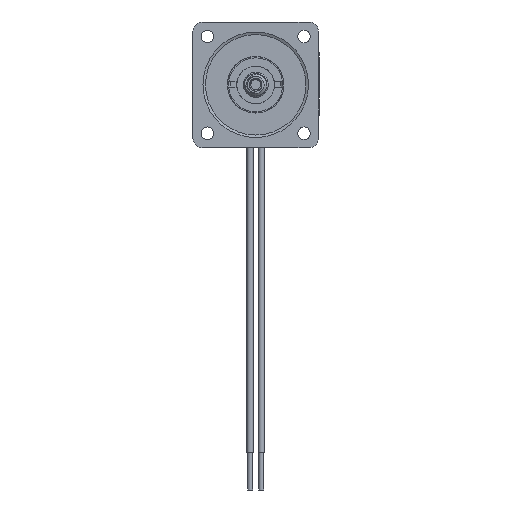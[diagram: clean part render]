
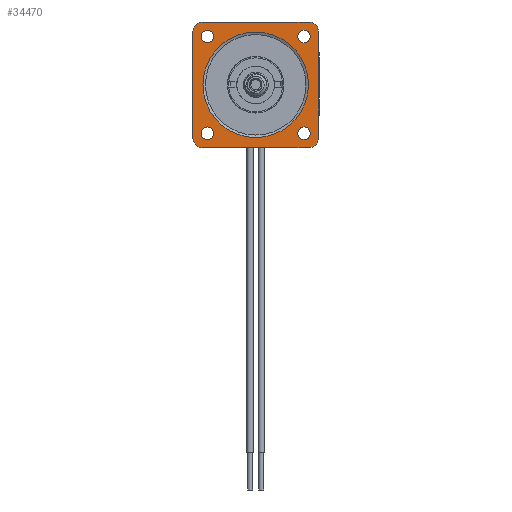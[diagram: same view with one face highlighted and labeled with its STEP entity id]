
A CAD part, front view. The second image highlights one B-rep face of the part: STEP entity #34470.
In plain terms, the highlighted planar face has unit normal (0, -1, 0).
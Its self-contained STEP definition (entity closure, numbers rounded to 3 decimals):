
#476=LINE('',#50245,#3938);
#477=LINE('',#50249,#3939);
#478=LINE('',#50253,#3940);
#479=LINE('',#50257,#3941);
#3938=VECTOR('',#39897,17.);
#3939=VECTOR('',#39900,17.);
#3940=VECTOR('',#39903,17.);
#3941=VECTOR('',#39906,17.);
#7400=PLANE('',#36400);
#9369=FACE_BOUND('',#11441,.T.);
#9370=FACE_BOUND('',#11442,.T.);
#9371=FACE_BOUND('',#11443,.T.);
#9372=FACE_BOUND('',#11444,.T.);
#9373=FACE_BOUND('',#11445,.T.);
#9547=FACE_OUTER_BOUND('',#11440,.T.);
#11440=EDGE_LOOP('',(#23915,#23916,#23917,#23918,#23919,#23920,#23921,#23922));
#11441=EDGE_LOOP('',(#23923));
#11442=EDGE_LOOP('',(#23924));
#11443=EDGE_LOOP('',(#23925));
#11444=EDGE_LOOP('',(#23926));
#11445=EDGE_LOOP('',(#23927));
#13469=CIRCLE('',#36367,1.);
#13471=CIRCLE('',#36370,1.);
#13473=CIRCLE('',#36373,1.);
#13475=CIRCLE('',#36376,1.);
#13477=CIRCLE('',#36379,8.4);
#13490=CIRCLE('',#36401,1.5);
#13491=CIRCLE('',#36402,1.5);
#13492=CIRCLE('',#36403,1.5);
#13493=CIRCLE('',#36404,1.5);
#15050=VERTEX_POINT('',#50188);
#15052=VERTEX_POINT('',#50193);
#15054=VERTEX_POINT('',#50198);
#15056=VERTEX_POINT('',#50203);
#15058=VERTEX_POINT('',#50208);
#15071=VERTEX_POINT('',#50243);
#15072=VERTEX_POINT('',#50244);
#15073=VERTEX_POINT('',#50246);
#15074=VERTEX_POINT('',#50248);
#15075=VERTEX_POINT('',#50250);
#15076=VERTEX_POINT('',#50252);
#15077=VERTEX_POINT('',#50254);
#15078=VERTEX_POINT('',#50256);
#18609=EDGE_CURVE('',#15050,#15050,#13469,.T.);
#18611=EDGE_CURVE('',#15052,#15052,#13471,.T.);
#18613=EDGE_CURVE('',#15054,#15054,#13473,.T.);
#18615=EDGE_CURVE('',#15056,#15056,#13475,.T.);
#18617=EDGE_CURVE('',#15058,#15058,#13477,.T.);
#18630=EDGE_CURVE('',#15071,#15072,#476,.T.);
#18631=EDGE_CURVE('',#15073,#15071,#13490,.T.);
#18632=EDGE_CURVE('',#15074,#15073,#477,.T.);
#18633=EDGE_CURVE('',#15075,#15074,#13491,.T.);
#18634=EDGE_CURVE('',#15076,#15075,#478,.T.);
#18635=EDGE_CURVE('',#15077,#15076,#13492,.T.);
#18636=EDGE_CURVE('',#15078,#15077,#479,.T.);
#18637=EDGE_CURVE('',#15072,#15078,#13493,.T.);
#23915=ORIENTED_EDGE('',*,*,#18630,.F.);
#23916=ORIENTED_EDGE('',*,*,#18631,.F.);
#23917=ORIENTED_EDGE('',*,*,#18632,.F.);
#23918=ORIENTED_EDGE('',*,*,#18633,.F.);
#23919=ORIENTED_EDGE('',*,*,#18634,.F.);
#23920=ORIENTED_EDGE('',*,*,#18635,.F.);
#23921=ORIENTED_EDGE('',*,*,#18636,.F.);
#23922=ORIENTED_EDGE('',*,*,#18637,.F.);
#23923=ORIENTED_EDGE('',*,*,#18609,.F.);
#23924=ORIENTED_EDGE('',*,*,#18611,.F.);
#23925=ORIENTED_EDGE('',*,*,#18613,.F.);
#23926=ORIENTED_EDGE('',*,*,#18615,.F.);
#23927=ORIENTED_EDGE('',*,*,#18617,.F.);
#34470=ADVANCED_FACE('',(#9547,#9369,#9370,#9371,#9372,#9373),#7400,.F.);
#36367=AXIS2_PLACEMENT_3D('',#50189,#39829,#39830);
#36370=AXIS2_PLACEMENT_3D('',#50194,#39835,#39836);
#36373=AXIS2_PLACEMENT_3D('',#50199,#39841,#39842);
#36376=AXIS2_PLACEMENT_3D('',#50204,#39847,#39848);
#36379=AXIS2_PLACEMENT_3D('',#50209,#39853,#39854);
#36400=AXIS2_PLACEMENT_3D('',#50242,#39895,#39896);
#36401=AXIS2_PLACEMENT_3D('',#50247,#39898,#39899);
#36402=AXIS2_PLACEMENT_3D('',#50251,#39901,#39902);
#36403=AXIS2_PLACEMENT_3D('',#50255,#39904,#39905);
#36404=AXIS2_PLACEMENT_3D('',#50258,#39907,#39908);
#39829=DIRECTION('center_axis',(0.,-1.,0.));
#39830=DIRECTION('ref_axis',(0.,0.,-1.));
#39835=DIRECTION('center_axis',(0.,-1.,0.));
#39836=DIRECTION('ref_axis',(0.,0.,-1.));
#39841=DIRECTION('center_axis',(0.,-1.,0.));
#39842=DIRECTION('ref_axis',(0.,0.,-1.));
#39847=DIRECTION('center_axis',(0.,-1.,0.));
#39848=DIRECTION('ref_axis',(0.,0.,-1.));
#39853=DIRECTION('center_axis',(0.,-1.,0.));
#39854=DIRECTION('ref_axis',(0.,0.,-1.));
#39895=DIRECTION('center_axis',(0.,1.,0.));
#39896=DIRECTION('ref_axis',(0.,0.,1.));
#39897=DIRECTION('',(0.,0.,1.));
#39898=DIRECTION('center_axis',(0.,1.,0.));
#39899=DIRECTION('ref_axis',(0.,0.,1.));
#39900=DIRECTION('',(-1.,0.,0.));
#39901=DIRECTION('center_axis',(0.,1.,0.));
#39902=DIRECTION('ref_axis',(0.,0.,1.));
#39903=DIRECTION('',(0.,0.,-1.));
#39904=DIRECTION('center_axis',(0.,1.,0.));
#39905=DIRECTION('ref_axis',(0.,0.,1.));
#39906=DIRECTION('',(1.,0.,0.));
#39907=DIRECTION('center_axis',(0.,1.,0.));
#39908=DIRECTION('ref_axis',(0.,0.,1.));
#50188=CARTESIAN_POINT('',(-7.7,0.2,6.7));
#50189=CARTESIAN_POINT('Origin',(-7.7,0.2,7.7));
#50193=CARTESIAN_POINT('',(7.7,0.2,6.7));
#50194=CARTESIAN_POINT('Origin',(7.7,0.2,7.7));
#50198=CARTESIAN_POINT('',(7.7,0.2,-8.7));
#50199=CARTESIAN_POINT('Origin',(7.7,0.2,-7.7));
#50203=CARTESIAN_POINT('',(-7.7,0.2,-8.7));
#50204=CARTESIAN_POINT('Origin',(-7.7,0.2,-7.7));
#50208=CARTESIAN_POINT('',(0.,0.2,-8.4));
#50209=CARTESIAN_POINT('Origin',(0.,0.2,0.));
#50242=CARTESIAN_POINT('Origin',(0.,0.2,0.));
#50243=CARTESIAN_POINT('',(-10.,0.2,-8.5));
#50244=CARTESIAN_POINT('',(-10.,0.2,8.5));
#50245=CARTESIAN_POINT('',(-10.,0.2,0.));
#50246=CARTESIAN_POINT('',(-8.5,0.2,-10.));
#50247=CARTESIAN_POINT('Origin',(-8.5,0.2,-8.5));
#50248=CARTESIAN_POINT('',(8.5,0.2,-10.));
#50249=CARTESIAN_POINT('',(0.,0.2,-10.));
#50250=CARTESIAN_POINT('',(10.,0.2,-8.5));
#50251=CARTESIAN_POINT('Origin',(8.5,0.2,-8.5));
#50252=CARTESIAN_POINT('',(10.,0.2,8.5));
#50253=CARTESIAN_POINT('',(10.,0.2,0.));
#50254=CARTESIAN_POINT('',(8.5,0.2,10.));
#50255=CARTESIAN_POINT('Origin',(8.5,0.2,8.5));
#50256=CARTESIAN_POINT('',(-8.5,0.2,10.));
#50257=CARTESIAN_POINT('',(0.,0.2,10.));
#50258=CARTESIAN_POINT('Origin',(-8.5,0.2,8.5));
